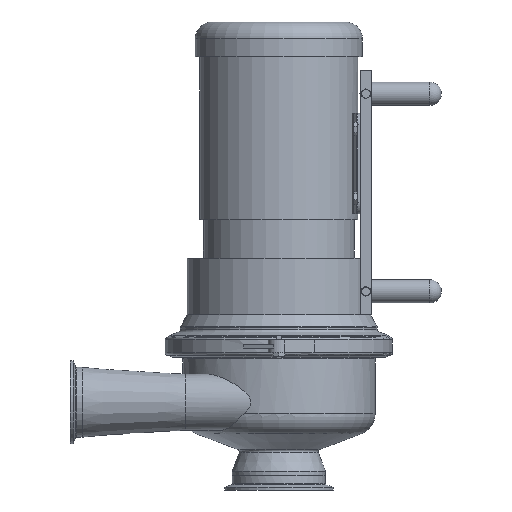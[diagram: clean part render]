
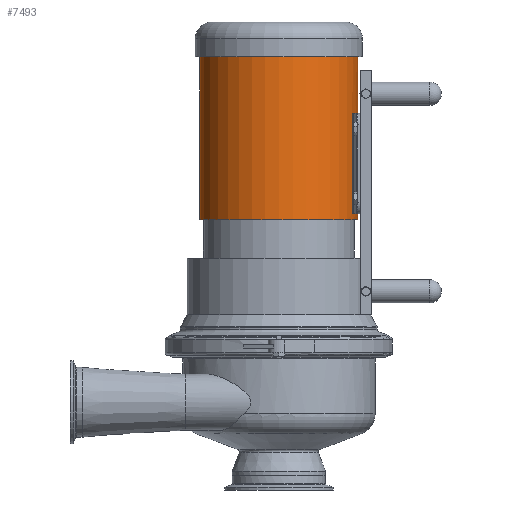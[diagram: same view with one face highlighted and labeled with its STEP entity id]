
A CAD part, left-side view. The second image highlights one B-rep face of the part: STEP entity #7493.
In plain terms, the highlighted cylindrical face has radius 86.487 mm (diameter 172.974 mm), a full revolution.
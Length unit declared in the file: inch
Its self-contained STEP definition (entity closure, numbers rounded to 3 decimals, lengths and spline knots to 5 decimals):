
#52=FACE_BOUND('',#2303,.T.);
#108=CYLINDRICAL_SURFACE('',#8179,3.405);
#684=LINE('',#12941,#1232);
#708=LINE('',#13016,#1256);
#709=LINE('',#13021,#1257);
#710=LINE('',#13025,#1258);
#711=LINE('',#13028,#1259);
#712=LINE('',#13032,#1260);
#1232=VECTOR('',#9923,0.3937);
#1256=VECTOR('',#9993,0.3937);
#1257=VECTOR('',#10000,3.405);
#1258=VECTOR('',#10003,0.3937);
#1259=VECTOR('',#10006,3.405);
#1260=VECTOR('',#10009,0.3937);
#1882=FACE_OUTER_BOUND('',#2302,.T.);
#2302=EDGE_LOOP('',(#6405,#6406,#6407,#6408,#6409,#6410,#6411,#6412,#6413,
#6414,#6415,#6416,#6417,#6418));
#2303=EDGE_LOOP('',(#6419,#6420,#6421,#6422));
#2618=CIRCLE('',#8141,3.405);
#2619=CIRCLE('',#8142,3.405);
#2622=CIRCLE('',#8146,3.405);
#2623=CIRCLE('',#8147,3.405);
#2640=CIRCLE('',#8180,3.405);
#2641=CIRCLE('',#8181,3.405);
#2642=CIRCLE('',#8182,3.405);
#2643=CIRCLE('',#8183,3.405);
#2644=CIRCLE('',#8184,3.405);
#2645=CIRCLE('',#8185,3.405);
#3419=VERTEX_POINT('',#12904);
#3420=VERTEX_POINT('',#12905);
#3423=VERTEX_POINT('',#12913);
#3424=VERTEX_POINT('',#12914);
#3433=VERTEX_POINT('',#12939);
#3434=VERTEX_POINT('',#12940);
#3461=VERTEX_POINT('',#13014);
#3462=VERTEX_POINT('',#13015);
#3463=VERTEX_POINT('',#13020);
#3464=VERTEX_POINT('',#13022);
#3465=VERTEX_POINT('',#13024);
#3466=VERTEX_POINT('',#13026);
#3467=VERTEX_POINT('',#13029);
#3468=VERTEX_POINT('',#13031);
#4444=EDGE_CURVE('',#3419,#3420,#2618,.T.);
#4445=EDGE_CURVE('',#3420,#3419,#2619,.T.);
#4448=EDGE_CURVE('',#3423,#3424,#2622,.T.);
#4449=EDGE_CURVE('',#3424,#3423,#2623,.T.);
#4460=EDGE_CURVE('',#3433,#3434,#684,.T.);
#4496=EDGE_CURVE('',#3461,#3462,#708,.T.);
#4499=EDGE_CURVE('',#3420,#3463,#709,.T.);
#4500=EDGE_CURVE('',#3463,#3464,#2640,.T.);
#4501=EDGE_CURVE('',#3464,#3465,#710,.T.);
#4502=EDGE_CURVE('',#3465,#3466,#2641,.T.);
#4503=EDGE_CURVE('',#3466,#3424,#711,.T.);
#4504=EDGE_CURVE('',#3466,#3467,#2642,.T.);
#4505=EDGE_CURVE('',#3467,#3468,#712,.T.);
#4506=EDGE_CURVE('',#3468,#3463,#2643,.T.);
#4507=EDGE_CURVE('',#3462,#3433,#2644,.T.);
#4508=EDGE_CURVE('',#3434,#3461,#2645,.T.);
#6405=ORIENTED_EDGE('',*,*,#4444,.F.);
#6406=ORIENTED_EDGE('',*,*,#4445,.F.);
#6407=ORIENTED_EDGE('',*,*,#4499,.T.);
#6408=ORIENTED_EDGE('',*,*,#4500,.T.);
#6409=ORIENTED_EDGE('',*,*,#4501,.T.);
#6410=ORIENTED_EDGE('',*,*,#4502,.T.);
#6411=ORIENTED_EDGE('',*,*,#4503,.T.);
#6412=ORIENTED_EDGE('',*,*,#4449,.T.);
#6413=ORIENTED_EDGE('',*,*,#4448,.T.);
#6414=ORIENTED_EDGE('',*,*,#4503,.F.);
#6415=ORIENTED_EDGE('',*,*,#4504,.T.);
#6416=ORIENTED_EDGE('',*,*,#4505,.T.);
#6417=ORIENTED_EDGE('',*,*,#4506,.T.);
#6418=ORIENTED_EDGE('',*,*,#4499,.F.);
#6419=ORIENTED_EDGE('',*,*,#4496,.T.);
#6420=ORIENTED_EDGE('',*,*,#4507,.T.);
#6421=ORIENTED_EDGE('',*,*,#4460,.T.);
#6422=ORIENTED_EDGE('',*,*,#4508,.T.);
#7493=ADVANCED_FACE('',(#1882,#52),#108,.T.);
#8141=AXIS2_PLACEMENT_3D('',#12906,#9889,#9890);
#8142=AXIS2_PLACEMENT_3D('',#12907,#9891,#9892);
#8146=AXIS2_PLACEMENT_3D('',#12915,#9899,#9900);
#8147=AXIS2_PLACEMENT_3D('',#12916,#9901,#9902);
#8179=AXIS2_PLACEMENT_3D('',#13019,#9998,#9999);
#8180=AXIS2_PLACEMENT_3D('',#13023,#10001,#10002);
#8181=AXIS2_PLACEMENT_3D('',#13027,#10004,#10005);
#8182=AXIS2_PLACEMENT_3D('',#13030,#10007,#10008);
#8183=AXIS2_PLACEMENT_3D('',#13033,#10010,#10011);
#8184=AXIS2_PLACEMENT_3D('',#13034,#10012,#10013);
#8185=AXIS2_PLACEMENT_3D('',#13035,#10014,#10015);
#9889=DIRECTION('center_axis',(0.,0.,
-1.));
#9890=DIRECTION('ref_axis',(0.,-1.,0.));
#9891=DIRECTION('center_axis',(0.,0.,
-1.));
#9892=DIRECTION('ref_axis',(0.,-1.,0.));
#9899=DIRECTION('center_axis',(0.,0.,
-1.));
#9900=DIRECTION('ref_axis',(0.,-1.,0.));
#9901=DIRECTION('center_axis',(0.,0.,
-1.));
#9902=DIRECTION('ref_axis',(0.,-1.,0.));
#9923=DIRECTION('',(0.,0.,1.));
#9993=DIRECTION('',(0.,0.,-1.));
#9998=DIRECTION('center_axis',(0.,0.,
-1.));
#9999=DIRECTION('ref_axis',(-1.,0.,0.));
#10000=DIRECTION('',(0.,0.,1.));
#10001=DIRECTION('center_axis',(0.,0.,
-1.));
#10002=DIRECTION('ref_axis',(-1.,0.,0.));
#10003=DIRECTION('',(0.,0.,1.));
#10004=DIRECTION('center_axis',(0.,0.,
1.));
#10005=DIRECTION('ref_axis',(-1.,0.,0.));
#10006=DIRECTION('',(0.,0.,1.));
#10007=DIRECTION('center_axis',(0.,0.,
1.));
#10008=DIRECTION('ref_axis',(-1.,0.,0.));
#10009=DIRECTION('',(0.,0.,-1.));
#10010=DIRECTION('center_axis',(0.,0.,
-1.));
#10011=DIRECTION('ref_axis',(-1.,0.,0.));
#10012=DIRECTION('center_axis',(0.,0.,
-1.));
#10013=DIRECTION('ref_axis',(-1.,0.,0.));
#10014=DIRECTION('center_axis',(0.,0.,
1.));
#10015=DIRECTION('ref_axis',(-1.,0.,0.));
#12904=CARTESIAN_POINT('',(-3.405,0.,5.45));
#12905=CARTESIAN_POINT('',(3.405,0.,5.45));
#12906=CARTESIAN_POINT('Origin',(0.,0.,
5.45));
#12907=CARTESIAN_POINT('Origin',(0.,0.,
5.45));
#12913=CARTESIAN_POINT('',(-3.405,0.,12.45));
#12914=CARTESIAN_POINT('',(3.405,0.,12.45));
#12915=CARTESIAN_POINT('Origin',(0.,0.,
12.45));
#12916=CARTESIAN_POINT('Origin',(0.,0.,
12.45));
#12939=CARTESIAN_POINT('',(-1.28817,-3.15193,5.7));
#12940=CARTESIAN_POINT('',(-1.28817,-3.15193,10.02));
#12941=CARTESIAN_POINT('',(-1.28817,-3.15193,5.7));
#13014=CARTESIAN_POINT('',(1.28817,-3.15193,10.02));
#13015=CARTESIAN_POINT('',(1.28817,-3.15193,5.7));
#13016=CARTESIAN_POINT('',(1.28817,-3.15193,5.7));
#13019=CARTESIAN_POINT('Origin',(0.,0.,
8.95));
#13020=CARTESIAN_POINT('',(3.405,0.,8.69));
#13021=CARTESIAN_POINT('',(3.405,0.,8.95));
#13022=CARTESIAN_POINT('',(2.94882,-1.7025,8.69));
#13023=CARTESIAN_POINT('Origin',(0.,0.,
8.69));
#13024=CARTESIAN_POINT('',(2.94882,-1.7025,11.69));
#13025=CARTESIAN_POINT('',(2.94882,-1.7025,8.95));
#13026=CARTESIAN_POINT('',(3.405,0.,11.69));
#13027=CARTESIAN_POINT('Origin',(0.,0.,
11.69));
#13028=CARTESIAN_POINT('',(3.405,0.,8.95));
#13029=CARTESIAN_POINT('',(2.94882,1.7025,11.69));
#13030=CARTESIAN_POINT('Origin',(0.,0.,
11.69));
#13031=CARTESIAN_POINT('',(2.94882,1.7025,8.69));
#13032=CARTESIAN_POINT('',(2.94882,1.7025,8.95));
#13033=CARTESIAN_POINT('Origin',(0.,0.,
8.69));
#13034=CARTESIAN_POINT('Origin',(0.,0.,
5.7));
#13035=CARTESIAN_POINT('Origin',(0.,0.,
10.02));
